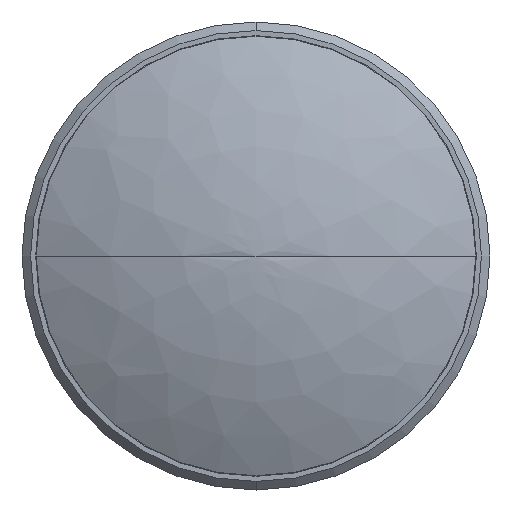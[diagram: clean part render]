
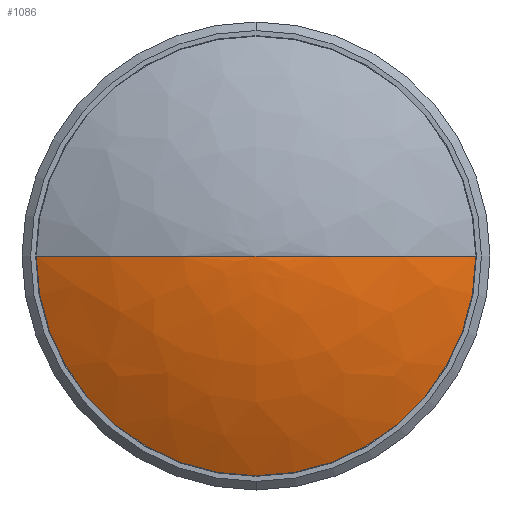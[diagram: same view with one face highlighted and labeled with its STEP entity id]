
A CAD part, left-side view. The second image highlights one B-rep face of the part: STEP entity #1086.
In plain terms, the highlighted free-form (B-spline) face has degree [3, 3] with [4, 4] control points.
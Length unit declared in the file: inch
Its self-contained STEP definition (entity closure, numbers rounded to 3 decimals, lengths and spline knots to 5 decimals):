
#2 = CARTESIAN_POINT ( 'NONE',  ( -2.56668, -0.20923, 0.16408 ) ) ;
#12 = ORIENTED_EDGE ( 'NONE', *, *, #1709, .T. ) ;
#16 = EDGE_CURVE ( 'NONE', #1203, #315, #1828, .T. ) ;
#26 = CARTESIAN_POINT ( 'NONE',  ( -2.76023, 0.81747, 0.16408 ) ) ;
#41 = CARTESIAN_POINT ( 'NONE',  ( -2.7611, 0.56077, 0.16408 ) ) ;
#126 = AXIS2_PLACEMENT_3D ( 'NONE', #1758, #1282, #1102 ) ;
#168 =( BOUNDED_SURFACE ( )  B_SPLINE_SURFACE ( 3, 3, ( 
 ( #2135, #1316, #2142, #436 ),
 ( #1715, #1687, #1737, #2537 ),
 ( #451, #1910, #855, #2099 ),
 ( #1277, #673, #2566, #1898 ) ),
 .UNSPECIFIED., .F., .F., .F. ) 
 B_SPLINE_SURFACE_WITH_KNOTS ( ( 4, 4 ),
 ( 4, 4 ),
 ( 0.08404, 0.84541 ),
 ( 0., 1. ),
 .UNSPECIFIED. ) 
 GEOMETRIC_REPRESENTATION_ITEM ( )  RATIONAL_B_SPLINE_SURFACE ( (
 ( 1., 0.333, 0.333, 1.),
 ( 1., 0.333, 0.333, 1.),
 ( 1., 0.333, 0.333, 1.),
 ( 1., 0.333, 0.333, 1.) ) ) 
 REPRESENTATION_ITEM ( '' )  SURFACE ( )  );
#189 = VERTEX_POINT ( 'NONE', #540 ) ;
#230 = EDGE_CURVE ( 'NONE', #1685, #315, #1930, .T. ) ;
#276 = DIRECTION ( 'NONE',  ( -1., 0., 0. ) ) ;
#315 = VERTEX_POINT ( 'NONE', #2161 ) ;
#372 = ORIENTED_EDGE ( 'NONE', *, *, #230, .F. ) ;
#436 = CARTESIAN_POINT ( 'NONE',  ( -2.56668, -0.20923, 0.16408 ) ) ;
#443 = CIRCLE ( 'NONE', #2350, 0.77 ) ;
#451 = CARTESIAN_POINT ( 'NONE',  ( -2.76023, 0.81747, 0.16408 ) ) ;
#462 = CARTESIAN_POINT ( 'NONE',  ( -2.7611, 0.56077, 0.16408 ) ) ;
#540 = CARTESIAN_POINT ( 'NONE',  ( -2.56668, 0.56077, -0.60592 ) ) ;
#673 = CARTESIAN_POINT ( 'NONE',  ( -2.7611, 0.56077, 0.16408 ) ) ;
#695 = CIRCLE ( 'NONE', #126, 0.77 ) ;
#855 = CARTESIAN_POINT ( 'NONE',  ( -2.76023, 0.30406, -0.34933 ) ) ;
#875 = CARTESIAN_POINT ( 'NONE',  ( -2.56668, 1.33077, 0.16408 ) ) ;
#884 = ORIENTED_EDGE ( 'NONE', *, *, #1100, .T. ) ;
#1056 = FACE_OUTER_BOUND ( 'NONE', #1424, .T. ) ;
#1086 = ADVANCED_FACE ( 'NONE', ( #1056 ), #168, .F. ) ;
#1095 = CARTESIAN_POINT ( 'NONE',  ( -2.56668, 0.56077, 0.16408 ) ) ;
#1100 = EDGE_CURVE ( 'NONE', #1685, #189, #443, .T. ) ;
#1102 = DIRECTION ( 'NONE',  ( 0., 0., 1. ) ) ;
#1203 = VERTEX_POINT ( 'NONE', #1405 ) ;
#1275 = CARTESIAN_POINT ( 'NONE',  ( -2.69923, 0.04739, 0.16408 ) ) ;
#1277 = CARTESIAN_POINT ( 'NONE',  ( -2.7611, 0.56077, 0.16408 ) ) ;
#1282 = DIRECTION ( 'NONE',  ( -1., 0., 0. ) ) ;
#1316 = CARTESIAN_POINT ( 'NONE',  ( -2.56668, 1.33077, -1.37592 ) ) ;
#1405 = CARTESIAN_POINT ( 'NONE',  ( -2.56668, -0.20923, 0.16408 ) ) ;
#1424 = EDGE_LOOP ( 'NONE', ( #12, #2053, #372, #884 ) ) ;
#1685 = VERTEX_POINT ( 'NONE', #2369 ) ;
#1687 = CARTESIAN_POINT ( 'NONE',  ( -2.69923, 1.07414, -0.86267 ) ) ;
#1709 = EDGE_CURVE ( 'NONE', #189, #1203, #695, .T. ) ;
#1715 = CARTESIAN_POINT ( 'NONE',  ( -2.69923, 1.07414, 0.16408 ) ) ;
#1737 = CARTESIAN_POINT ( 'NONE',  ( -2.69923, 0.04739, -0.86267 ) ) ;
#1758 = CARTESIAN_POINT ( 'NONE',  ( -2.56668, 0.56077, 0.16408 ) ) ;
#1828 = B_SPLINE_CURVE_WITH_KNOTS ( 'NONE', 3,
 ( #2, #1275, #2110, #462 ),
 .UNSPECIFIED., .F., .F.,
 ( 4, 4 ),
 ( 0.08404, 0.84541 ),
 .UNSPECIFIED. ) ;
#1898 = CARTESIAN_POINT ( 'NONE',  ( -2.7611, 0.56077, 0.16408 ) ) ;
#1910 = CARTESIAN_POINT ( 'NONE',  ( -2.76023, 0.81747, -0.34933 ) ) ;
#1930 = B_SPLINE_CURVE_WITH_KNOTS ( 'NONE', 3,
 ( #875, #2496, #26, #41 ),
 .UNSPECIFIED., .F., .F.,
 ( 4, 4 ),
 ( 0.08404, 0.84541 ),
 .UNSPECIFIED. ) ;
#1938 = DIRECTION ( 'NONE',  ( 0., 0., 1. ) ) ;
#2053 = ORIENTED_EDGE ( 'NONE', *, *, #16, .T. ) ;
#2099 = CARTESIAN_POINT ( 'NONE',  ( -2.76023, 0.30406, 0.16408 ) ) ;
#2110 = CARTESIAN_POINT ( 'NONE',  ( -2.76023, 0.30406, 0.16408 ) ) ;
#2135 = CARTESIAN_POINT ( 'NONE',  ( -2.56668, 1.33077, 0.16408 ) ) ;
#2142 = CARTESIAN_POINT ( 'NONE',  ( -2.56668, -0.20923, -1.37592 ) ) ;
#2161 = CARTESIAN_POINT ( 'NONE',  ( -2.7611, 0.56077, 0.16408 ) ) ;
#2350 = AXIS2_PLACEMENT_3D ( 'NONE', #1095, #276, #1938 ) ;
#2369 = CARTESIAN_POINT ( 'NONE',  ( -2.56668, 1.33077, 0.16408 ) ) ;
#2496 = CARTESIAN_POINT ( 'NONE',  ( -2.69923, 1.07414, 0.16408 ) ) ;
#2537 = CARTESIAN_POINT ( 'NONE',  ( -2.69923, 0.04739, 0.16408 ) ) ;
#2566 = CARTESIAN_POINT ( 'NONE',  ( -2.7611, 0.56077, 0.16408 ) ) ;
